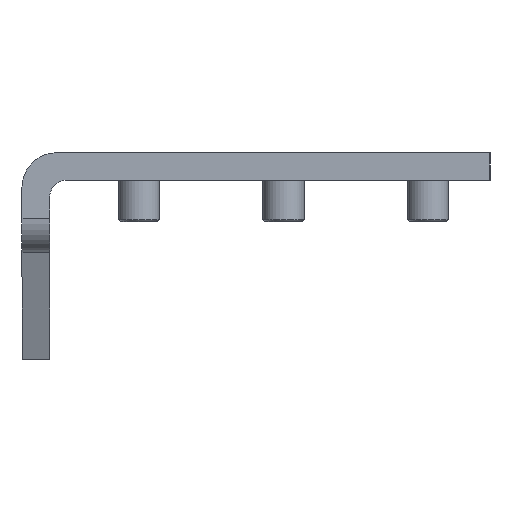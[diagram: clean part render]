
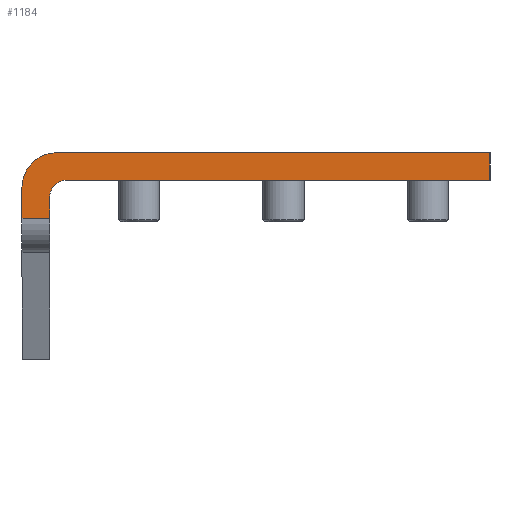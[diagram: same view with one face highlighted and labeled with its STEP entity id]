
A CAD part, left-side view. The second image highlights one B-rep face of the part: STEP entity #1184.
In plain terms, the highlighted planar face has unit normal (-1, 0, 0).
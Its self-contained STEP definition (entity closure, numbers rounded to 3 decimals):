
#106=LINE('',#1931,#184);
#116=LINE('',#1995,#194);
#124=LINE('',#2020,#202);
#134=LINE('',#2047,#212);
#140=LINE('',#2062,#218);
#141=LINE('',#2064,#219);
#184=VECTOR('',#1552,1000.);
#194=VECTOR('',#1608,1000.);
#202=VECTOR('',#1626,1000.);
#212=VECTOR('',#1646,1000.);
#218=VECTOR('',#1662,1000.);
#219=VECTOR('',#1665,1000.);
#352=ORIENTED_EDGE('',*,*,#631,.F.);
#353=ORIENTED_EDGE('',*,*,#640,.T.);
#354=ORIENTED_EDGE('',*,*,#618,.F.);
#355=ORIENTED_EDGE('',*,*,#641,.T.);
#356=ORIENTED_EDGE('',*,*,#606,.F.);
#357=ORIENTED_EDGE('',*,*,#642,.F.);
#358=ORIENTED_EDGE('',*,*,#574,.F.);
#359=ORIENTED_EDGE('',*,*,#643,.T.);
#574=EDGE_CURVE('',#721,#722,#106,.T.);
#606=EDGE_CURVE('',#753,#754,#116,.T.);
#618=EDGE_CURVE('',#765,#766,#124,.T.);
#631=EDGE_CURVE('',#776,#777,#134,.T.);
#640=EDGE_CURVE('',#776,#766,#140,.F.);
#641=EDGE_CURVE('',#765,#754,#860,.T.);
#642=EDGE_CURVE('',#722,#753,#141,.T.);
#643=EDGE_CURVE('',#721,#777,#861,.F.);
#721=VERTEX_POINT('',#1930);
#722=VERTEX_POINT('',#1932);
#753=VERTEX_POINT('',#1996);
#754=VERTEX_POINT('',#1997);
#765=VERTEX_POINT('',#2021);
#766=VERTEX_POINT('',#2022);
#776=VERTEX_POINT('',#2046);
#777=VERTEX_POINT('',#2048);
#860=CIRCLE('',#1416,2.5);
#861=CIRCLE('',#1417,5.);
#921=EDGE_LOOP('',(#352,#353,#354,#355,#356,#357,#358,#359));
#1057=FACE_BOUND('',#921,.T.);
#1157=PLANE('',#1415);
#1184=ADVANCED_FACE('',(#1057),#1157,.F.);
#1415=AXIS2_PLACEMENT_3D('',#2061,#1660,#1661);
#1416=AXIS2_PLACEMENT_3D('',#2063,#1663,#1664);
#1417=AXIS2_PLACEMENT_3D('',#2065,#1666,#1667);
#1552=DIRECTION('',(0.,-1.,0.));
#1608=DIRECTION('',(0.,1.,0.));
#1626=DIRECTION('',(0.,0.,-1.));
#1646=DIRECTION('',(0.,0.,1.));
#1660=DIRECTION('',(1.,0.,0.));
#1661=DIRECTION('',(0.,1.,0.));
#1662=DIRECTION('',(0.,1.,0.));
#1663=DIRECTION('',(1.,0.,0.));
#1664=DIRECTION('',(0.,1.,0.));
#1665=DIRECTION('',(0.,0.,-1.));
#1666=DIRECTION('',(1.,0.,0.));
#1667=DIRECTION('',(0.,1.,0.));
#1930=CARTESIAN_POINT('',(-350.,33.,0.));
#1931=CARTESIAN_POINT('',(-350.,38.,0.));
#1932=CARTESIAN_POINT('',(-350.,-30.,0.));
#1995=CARTESIAN_POINT('',(-350.,34.,-4.));
#1996=CARTESIAN_POINT('',(-350.,-30.,-4.));
#1997=CARTESIAN_POINT('',(-350.,31.5,-4.));
#2020=CARTESIAN_POINT('',(-350.,34.,-30.));
#2021=CARTESIAN_POINT('',(-350.,34.,-6.5));
#2022=CARTESIAN_POINT('',(-350.,34.,-9.533));
#2046=CARTESIAN_POINT('',(-350.,38.,-9.533));
#2047=CARTESIAN_POINT('',(-350.,38.,-30.));
#2048=CARTESIAN_POINT('',(-350.,38.,-5.));
#2061=CARTESIAN_POINT('',(-350.,-30.,0.));
#2062=CARTESIAN_POINT('',(-350.,34.,-9.533));
#2063=CARTESIAN_POINT('',(-350.,31.5,-6.5));
#2064=CARTESIAN_POINT('',(-350.,-30.,0.));
#2065=CARTESIAN_POINT('',(-350.,33.,-5.));
